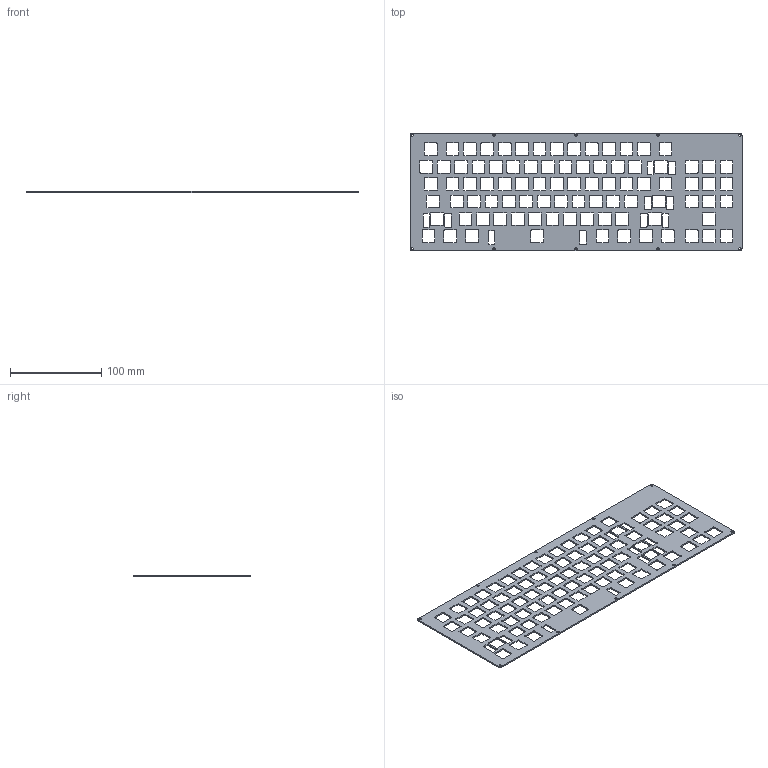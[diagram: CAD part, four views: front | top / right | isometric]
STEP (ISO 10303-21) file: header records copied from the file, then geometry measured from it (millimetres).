
FILE_DESCRIPTION(('FreeCAD Model'),'2;1');
FILE_NAME('Open CASCADE Shape Model','2025-03-06T00:23:44',(''),(''), 'Open CASCADE STEP processor 7.8','FreeCAD','Unknown');
FILE_SCHEMA(('AUTOMOTIVE_DESIGN { 1 0 10303 214 1 1 1 1 }'));
Length unit declared in the file: millimetre
Products named in the file (1): Plate001
Bounding box: 363.5 x 128.5 x 1.5 mm (x, y, z)
Volume: 42576.2 mm3; surface area: 66278 mm2
Topology: 1 solids, 1 shells, 804 faces, 2406 edges, 1604 vertices
Faces by surface type: cylinder 406, plane 398
Full cylindrical faces by diameter (mm): 2.4 x10
Entity records: 27756 total; most frequent: DIRECTION 4828, CARTESIAN_POINT 4815, ORIENTED_EDGE 4812, EDGE_CURVE 2406, AXIS2_PLACEMENT_3D 1617, VERTEX_POINT 1604, LINE 1594, VECTOR 1594
